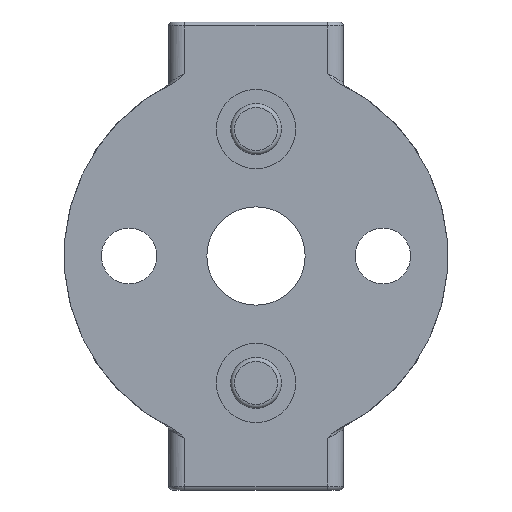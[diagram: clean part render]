
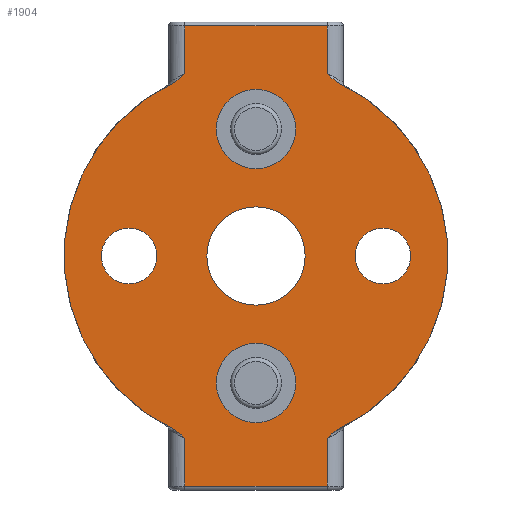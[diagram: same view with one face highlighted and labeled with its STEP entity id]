
A CAD part, front view. The second image highlights one B-rep face of the part: STEP entity #1904.
In plain terms, the highlighted planar face has unit normal (0, -1, 0).
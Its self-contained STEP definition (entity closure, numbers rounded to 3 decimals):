
#131=FACE_BOUND('',#292,.T.);
#132=FACE_BOUND('',#293,.T.);
#133=FACE_BOUND('',#294,.T.);
#134=FACE_BOUND('',#295,.T.);
#135=FACE_BOUND('',#296,.T.);
#174=FACE_OUTER_BOUND('',#291,.T.);
#291=EDGE_LOOP('',(#1230,#1231,#1232,#1233,#1234,#1235,#1236,#1237,#1238,
#1239,#1240,#1241));
#292=EDGE_LOOP('',(#1242));
#293=EDGE_LOOP('',(#1243));
#294=EDGE_LOOP('',(#1244));
#295=EDGE_LOOP('',(#1245));
#296=EDGE_LOOP('',(#1246));
#451=CIRCLE('',#2024,12.1);
#452=CIRCLE('',#2025,12.1);
#453=CIRCLE('',#2026,2.5);
#454=CIRCLE('',#2027,2.5);
#455=CIRCLE('',#2028,1.75);
#456=CIRCLE('',#2029,1.75);
#457=CIRCLE('',#2030,3.1);
#546=B_SPLINE_CURVE_WITH_KNOTS('',3,(#2835,#2836,#2837,#2838,#2839,#2840,
#2841,#2842),.UNSPECIFIED.,.F.,.F.,(4,1,1,1,1,4),(0.,0.2,0.4,0.6,0.8,1.),
 .UNSPECIFIED.);
#547=B_SPLINE_CURVE_WITH_KNOTS('',3,(#2846,#2847,#2848,#2849,#2850,#2851,
#2852,#2853),.UNSPECIFIED.,.F.,.F.,(4,2,2,4),(-0.067,-0.032,
0.,0.004),.UNSPECIFIED.);
#548=B_SPLINE_CURVE_WITH_KNOTS('',3,(#2861,#2862,#2863,#2864,#2865,#2866,
#2867,#2868),.UNSPECIFIED.,.F.,.F.,(4,2,2,4),(-0.088,-0.083,
-0.044,0.),.UNSPECIFIED.);
#549=B_SPLINE_CURVE_WITH_KNOTS('',3,(#2871,#2872,#2873,#2874,#2875,#2876,
#2877,#2878),.UNSPECIFIED.,.F.,.F.,(4,2,2,4),(-0.065,-0.035,
0.,0.004),.UNSPECIFIED.);
#574=LINE('',#2829,#684);
#575=LINE('',#2831,#685);
#576=LINE('',#2833,#686);
#577=LINE('',#2855,#687);
#578=LINE('',#2857,#688);
#579=LINE('',#2859,#689);
#684=VECTOR('',#2257,2.999);
#685=VECTOR('',#2258,9.);
#686=VECTOR('',#2259,2.999);
#687=VECTOR('',#2262,2.999);
#688=VECTOR('',#2263,9.);
#689=VECTOR('',#2264,2.999);
#794=VERTEX_POINT('',#2827);
#795=VERTEX_POINT('',#2828);
#796=VERTEX_POINT('',#2830);
#797=VERTEX_POINT('',#2832);
#798=VERTEX_POINT('',#2834);
#799=VERTEX_POINT('',#2843);
#800=VERTEX_POINT('',#2845);
#801=VERTEX_POINT('',#2854);
#802=VERTEX_POINT('',#2856);
#803=VERTEX_POINT('',#2858);
#804=VERTEX_POINT('',#2860);
#805=VERTEX_POINT('',#2869);
#806=VERTEX_POINT('',#2879);
#807=VERTEX_POINT('',#2881);
#808=VERTEX_POINT('',#2883);
#809=VERTEX_POINT('',#2885);
#810=VERTEX_POINT('',#2887);
#967=EDGE_CURVE('',#794,#795,#574,.T.);
#968=EDGE_CURVE('',#796,#794,#575,.T.);
#969=EDGE_CURVE('',#796,#797,#576,.T.);
#970=EDGE_CURVE('',#797,#798,#546,.T.);
#971=EDGE_CURVE('',#798,#799,#451,.T.);
#972=EDGE_CURVE('',#799,#800,#547,.T.);
#973=EDGE_CURVE('',#800,#801,#577,.T.);
#974=EDGE_CURVE('',#802,#801,#578,.T.);
#975=EDGE_CURVE('',#803,#802,#579,.T.);
#976=EDGE_CURVE('',#803,#804,#548,.T.);
#977=EDGE_CURVE('',#804,#805,#452,.T.);
#978=EDGE_CURVE('',#805,#795,#549,.T.);
#979=EDGE_CURVE('',#806,#806,#453,.T.);
#980=EDGE_CURVE('',#807,#807,#454,.T.);
#981=EDGE_CURVE('',#808,#808,#455,.T.);
#982=EDGE_CURVE('',#809,#809,#456,.T.);
#983=EDGE_CURVE('',#810,#810,#457,.T.);
#1230=ORIENTED_EDGE('',*,*,#967,.F.);
#1231=ORIENTED_EDGE('',*,*,#968,.F.);
#1232=ORIENTED_EDGE('',*,*,#969,.T.);
#1233=ORIENTED_EDGE('',*,*,#970,.T.);
#1234=ORIENTED_EDGE('',*,*,#971,.T.);
#1235=ORIENTED_EDGE('',*,*,#972,.T.);
#1236=ORIENTED_EDGE('',*,*,#973,.T.);
#1237=ORIENTED_EDGE('',*,*,#974,.F.);
#1238=ORIENTED_EDGE('',*,*,#975,.F.);
#1239=ORIENTED_EDGE('',*,*,#976,.T.);
#1240=ORIENTED_EDGE('',*,*,#977,.T.);
#1241=ORIENTED_EDGE('',*,*,#978,.T.);
#1242=ORIENTED_EDGE('',*,*,#979,.F.);
#1243=ORIENTED_EDGE('',*,*,#980,.F.);
#1244=ORIENTED_EDGE('',*,*,#981,.T.);
#1245=ORIENTED_EDGE('',*,*,#982,.T.);
#1246=ORIENTED_EDGE('',*,*,#983,.T.);
#1756=PLANE('',#2023);
#1904=ADVANCED_FACE('',(#174,#131,#132,#133,#134,#135),#1756,.F.);
#2023=AXIS2_PLACEMENT_3D('',#2826,#2255,#2256);
#2024=AXIS2_PLACEMENT_3D('',#2844,#2260,#2261);
#2025=AXIS2_PLACEMENT_3D('',#2870,#2265,#2266);
#2026=AXIS2_PLACEMENT_3D('',#2880,#2267,#2268);
#2027=AXIS2_PLACEMENT_3D('',#2882,#2269,#2270);
#2028=AXIS2_PLACEMENT_3D('',#2884,#2271,#2272);
#2029=AXIS2_PLACEMENT_3D('',#2886,#2273,#2274);
#2030=AXIS2_PLACEMENT_3D('',#2888,#2275,#2276);
#2255=DIRECTION('center_axis',(0.,1.,0.));
#2256=DIRECTION('ref_axis',(0.,0.,1.));
#2257=DIRECTION('',(0.,0.,-1.));
#2258=DIRECTION('',(1.,0.,0.));
#2259=DIRECTION('',(0.,0.,-1.));
#2260=DIRECTION('center_axis',(0.,-1.,0.));
#2261=DIRECTION('ref_axis',(-0.425,0.,0.905));
#2262=DIRECTION('',(0.,0.,-1.));
#2263=DIRECTION('',(-1.,0.,0.));
#2264=DIRECTION('',(0.,0.,-1.));
#2265=DIRECTION('center_axis',(0.,-1.,0.));
#2266=DIRECTION('ref_axis',(0.425,0.,-0.905));
#2267=DIRECTION('center_axis',(0.,-1.,0.));
#2268=DIRECTION('ref_axis',(0.,0.,-1.));
#2269=DIRECTION('center_axis',(0.,-1.,0.));
#2270=DIRECTION('ref_axis',(0.,0.,-1.));
#2271=DIRECTION('center_axis',(0.,1.,0.));
#2272=DIRECTION('ref_axis',(1.,0.,0.));
#2273=DIRECTION('center_axis',(0.,1.,0.));
#2274=DIRECTION('ref_axis',(1.,0.,0.));
#2275=DIRECTION('center_axis',(0.,1.,0.));
#2276=DIRECTION('ref_axis',(1.,0.,0.));
#2826=CARTESIAN_POINT('Origin',(0.,0.,0.));
#2827=CARTESIAN_POINT('',(4.5,0.,14.5));
#2828=CARTESIAN_POINT('',(4.5,0.,11.501));
#2829=CARTESIAN_POINT('',(4.5,0.,14.5));
#2830=CARTESIAN_POINT('',(-4.5,0.,14.5));
#2831=CARTESIAN_POINT('',(-4.5,0.,14.5));
#2832=CARTESIAN_POINT('',(-4.5,0.,11.501));
#2833=CARTESIAN_POINT('',(-4.5,0.,14.5));
#2834=CARTESIAN_POINT('',(-5.144,0.,10.952));
#2835=CARTESIAN_POINT('Ctrl Pts',(-4.5,0.,11.501));
#2836=CARTESIAN_POINT('Ctrl Pts',(-4.547,0.,
11.453));
#2837=CARTESIAN_POINT('Ctrl Pts',(-4.636,0.,
11.359));
#2838=CARTESIAN_POINT('Ctrl Pts',(-4.764,0.,
11.23));
#2839=CARTESIAN_POINT('Ctrl Pts',(-4.89,0.,
11.116));
#2840=CARTESIAN_POINT('Ctrl Pts',(-5.017,0.,
11.021));
#2841=CARTESIAN_POINT('Ctrl Pts',(-5.101,0.,10.972));
#2842=CARTESIAN_POINT('Ctrl Pts',(-5.144,0.,10.952));
#2843=CARTESIAN_POINT('',(-5.144,0.,-10.952));
#2844=CARTESIAN_POINT('Origin',(0.,0.,0.));
#2845=CARTESIAN_POINT('',(-4.5,0.,-11.501));
#2846=CARTESIAN_POINT('Ctrl Pts',(-5.144,0.,-10.952));
#2847=CARTESIAN_POINT('Ctrl Pts',(-5.014,0.,-11.013));
#2848=CARTESIAN_POINT('Ctrl Pts',(-4.893,0.,
-11.112));
#2849=CARTESIAN_POINT('Ctrl Pts',(-4.693,0.,
-11.299));
#2850=CARTESIAN_POINT('Ctrl Pts',(-4.6,0.,
-11.398));
#2851=CARTESIAN_POINT('Ctrl Pts',(-4.517,0.,
-11.483));
#2852=CARTESIAN_POINT('Ctrl Pts',(-4.509,0.,
-11.492));
#2853=CARTESIAN_POINT('Ctrl Pts',(-4.5,0.,
-11.501));
#2854=CARTESIAN_POINT('',(-4.5,0.,-14.5));
#2855=CARTESIAN_POINT('',(-4.5,0.,-11.501));
#2856=CARTESIAN_POINT('',(4.5,0.,-14.5));
#2857=CARTESIAN_POINT('',(4.5,0.,-14.5));
#2858=CARTESIAN_POINT('',(4.5,0.,-11.501));
#2859=CARTESIAN_POINT('',(4.5,0.,-11.501));
#2860=CARTESIAN_POINT('',(5.144,0.,-10.952));
#2861=CARTESIAN_POINT('Ctrl Pts',(4.5,0.,
-11.501));
#2862=CARTESIAN_POINT('Ctrl Pts',(4.509,0.,
-11.492));
#2863=CARTESIAN_POINT('Ctrl Pts',(4.517,0.,
-11.483));
#2864=CARTESIAN_POINT('Ctrl Pts',(4.595,0.,
-11.403));
#2865=CARTESIAN_POINT('Ctrl Pts',(4.688,0.,
-11.303));
#2866=CARTESIAN_POINT('Ctrl Pts',(4.89,0.,
-11.115));
#2867=CARTESIAN_POINT('Ctrl Pts',(5.012,0.,
-11.014));
#2868=CARTESIAN_POINT('Ctrl Pts',(5.144,0.,
-10.952));
#2869=CARTESIAN_POINT('',(5.144,0.,10.952));
#2870=CARTESIAN_POINT('Origin',(0.,0.,0.));
#2871=CARTESIAN_POINT('Ctrl Pts',(5.144,0.,
10.952));
#2872=CARTESIAN_POINT('Ctrl Pts',(5.029,0.,
11.006));
#2873=CARTESIAN_POINT('Ctrl Pts',(4.922,0.,
11.089));
#2874=CARTESIAN_POINT('Ctrl Pts',(4.716,0.,
11.274));
#2875=CARTESIAN_POINT('Ctrl Pts',(4.608,0.,
11.389));
#2876=CARTESIAN_POINT('Ctrl Pts',(4.517,0.,
11.483));
#2877=CARTESIAN_POINT('Ctrl Pts',(4.509,0.,
11.492));
#2878=CARTESIAN_POINT('Ctrl Pts',(4.5,0.,
11.501));
#2879=CARTESIAN_POINT('',(0.,0.,-5.5));
#2880=CARTESIAN_POINT('Origin',(0.,0.,-8.));
#2881=CARTESIAN_POINT('',(0.,0.,10.5));
#2882=CARTESIAN_POINT('Origin',(0.,0.,8.));
#2883=CARTESIAN_POINT('',(6.25,0.,0.));
#2884=CARTESIAN_POINT('Origin',(8.,0.,0.));
#2885=CARTESIAN_POINT('',(-9.75,0.,0.));
#2886=CARTESIAN_POINT('Origin',(-8.,0.,0.));
#2887=CARTESIAN_POINT('',(3.1,0.,0.));
#2888=CARTESIAN_POINT('Origin',(0.,0.,0.));
